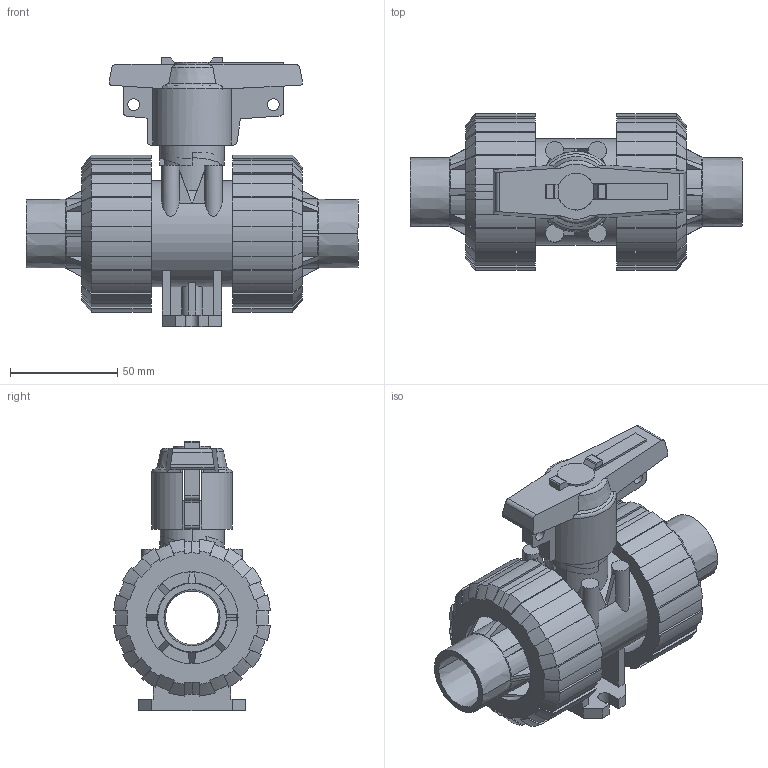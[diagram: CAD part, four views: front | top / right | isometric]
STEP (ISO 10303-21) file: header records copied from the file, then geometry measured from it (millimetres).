
FILE_DESCRIPTION(('STEP AP214'),'1');
FILE_NAME('cctmp_3F0C69B8-0FD0-4144-ABC4-5C8D26EB0130_2021_10_21_12_51_49_0308..stp','2021-10-21T10:51:49',('Praher Valves GmbH'),('CADClick - www.CADClick.com'),'Spatial InterOp 3D',' ','unknown authorization');
FILE_SCHEMA(('AUTOMOTIVE_DESIGN'));
Length unit declared in the file: millimetre
Products named in the file (7): cc_unnamed; 124108_5; 124108_4; 124108_3; 124108_2; 124108_1; 124108
Assembly tree (6 placements, depth 2):
  cc_unnamed
    124108_5
    124108_4
    124108_3
    124108_2
    124108_1
    124108
Bounding box: 155 x 73.17 x 125.93 mm (x, y, z)
Volume: 347651.1 mm3; surface area: 106007.1 mm2
Topology: 6 solids, 6 shells, 518 faces, 1482 edges, 982 vertices
Faces by surface type: plane 250, cylinder 142, cone 120, torus 6
Entity records: 22075 total; most frequent: CARTESIAN_POINT 4338, ORIENTED_EDGE 2964, DIRECTION 2770, EDGE_CURVE 1482, AXIS2_PLACEMENT_3D 1021, VERTEX_POINT 982, LINE 728, VECTOR 728
